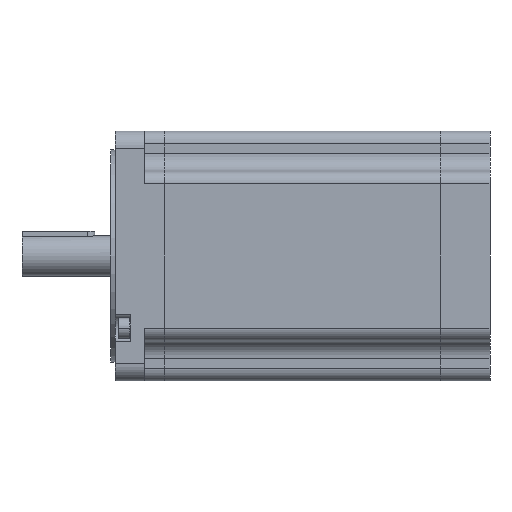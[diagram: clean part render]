
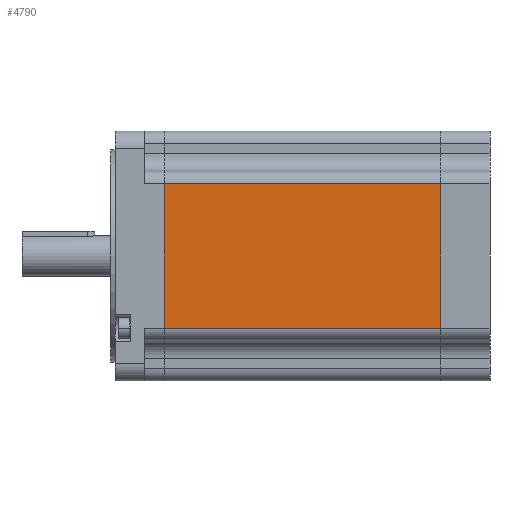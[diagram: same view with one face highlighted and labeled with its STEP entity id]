
A CAD part, left-side view. The second image highlights one B-rep face of the part: STEP entity #4790.
In plain terms, the highlighted planar face has unit normal (-1, 0, 0).
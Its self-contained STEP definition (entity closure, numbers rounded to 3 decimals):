
#12 = CARTESIAN_POINT ( 'NONE',  ( 0., 0., -67.8 ) ) ;
#122 = EDGE_LOOP ( 'NONE', ( #538, #2911, #254, #3584 ) ) ;
#254 = ORIENTED_EDGE ( 'NONE', *, *, #5780, .F. ) ;
#474 = CARTESIAN_POINT ( 'NONE',  ( 0., 95., -67.8 ) ) ;
#538 = ORIENTED_EDGE ( 'NONE', *, *, #2065, .T. ) ;
#768 = CARTESIAN_POINT ( 'NONE',  ( 0., 0., -67.8 ) ) ;
#1090 = LINE ( 'NONE', #474, #2885 ) ;
#1911 = DIRECTION ( 'NONE',  ( 1., 0., 0. ) ) ;
#2027 = EDGE_CURVE ( 'NONE', #3803, #5069, #6571, .T. ) ;
#2065 = EDGE_CURVE ( 'NONE', #5069, #3452, #5080, .T. ) ;
#2682 = DIRECTION ( 'NONE',  ( 0., 0., 1. ) ) ;
#2866 = CARTESIAN_POINT ( 'NONE',  ( 0., 95., -67.8 ) ) ;
#2885 = VECTOR ( 'NONE', #2682, 1000. ) ;
#2909 = FACE_OUTER_BOUND ( 'NONE', #122, .T. ) ;
#2911 = ORIENTED_EDGE ( 'NONE', *, *, #4314, .F. ) ;
#3011 = VECTOR ( 'NONE', #5234, 1000. ) ;
#3452 = VERTEX_POINT ( 'NONE', #3690 ) ;
#3584 = ORIENTED_EDGE ( 'NONE', *, *, #2027, .T. ) ;
#3690 = CARTESIAN_POINT ( 'NONE',  ( 0., 0., -18.2 ) ) ;
#3803 = VERTEX_POINT ( 'NONE', #4240 ) ;
#3895 = DIRECTION ( 'NONE',  ( 0., -1., 0. ) ) ;
#3961 = DIRECTION ( 'NONE',  ( 0., 0., -1. ) ) ;
#4240 = CARTESIAN_POINT ( 'NONE',  ( 0., 95., -67.8 ) ) ;
#4314 = EDGE_CURVE ( 'NONE', #4372, #3452, #4720, .T. ) ;
#4372 = VERTEX_POINT ( 'NONE', #6316 ) ;
#4720 = LINE ( 'NONE', #4818, #3011 ) ;
#4733 = AXIS2_PLACEMENT_3D ( 'NONE', #2866, #1911, #3961 ) ;
#4790 = ADVANCED_FACE ( 'NONE', ( #2909 ), #6629, .F. ) ;
#4818 = CARTESIAN_POINT ( 'NONE',  ( 0., 95., -18.2 ) ) ;
#4928 = VECTOR ( 'NONE', #3895, 1000. ) ;
#5069 = VERTEX_POINT ( 'NONE', #12 ) ;
#5080 = LINE ( 'NONE', #768, #6477 ) ;
#5234 = DIRECTION ( 'NONE',  ( 0., -1., 0. ) ) ;
#5780 = EDGE_CURVE ( 'NONE', #3803, #4372, #1090, .T. ) ;
#6115 = CARTESIAN_POINT ( 'NONE',  ( 0., 95., -67.8 ) ) ;
#6316 = CARTESIAN_POINT ( 'NONE',  ( 0., 95., -18.2 ) ) ;
#6477 = VECTOR ( 'NONE', #6602, 1000. ) ;
#6571 = LINE ( 'NONE', #6115, #4928 ) ;
#6602 = DIRECTION ( 'NONE',  ( 0., 0., 1. ) ) ;
#6629 = PLANE ( 'NONE',  #4733 ) ;
